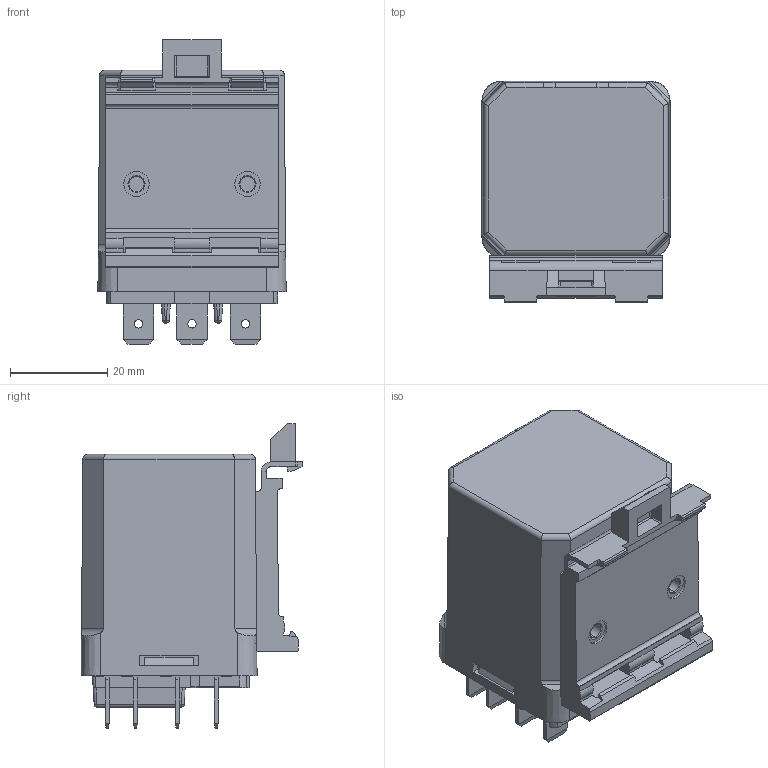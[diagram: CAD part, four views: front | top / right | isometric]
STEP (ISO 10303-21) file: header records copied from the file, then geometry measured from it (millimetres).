
FILE_DESCRIPTION (( 'STEP AP214' ), '1' );
FILE_NAME ('RUC 6,3x0,8 z adapterem pionowym.STEP', '2016-06-20T05:46:44', ( '' ), ( '' ), 'SwSTEP 2.0', 'SolidWorks 2016', '' );
FILE_SCHEMA (( 'AUTOMOTIVE_DESIGN' ));
Length unit declared in the file: millimetre
Products named in the file (1): RUC 6,3x0,8 z adapterem pionowym
Bounding box: 38.65 x 45.57 x 62.57 mm (x, y, z)
Volume: 26013.6 mm3; surface area: 24047.1 mm2
Topology: 2 solids, 4 shells, 727 faces, 1908 edges, 1214 vertices
Faces by surface type: plane 451, cylinder 151, bspline 75, cone 19, sphere 18, torus 13
Entity records: 33990 total; most frequent: CARTESIAN_POINT 8817, ORIENTED_EDGE 3796, DIRECTION 3128, EDGE_CURVE 1898, VECTOR 1376, LINE 1376, VERTEX_POINT 1214, AXIS2_PLACEMENT_3D 876
